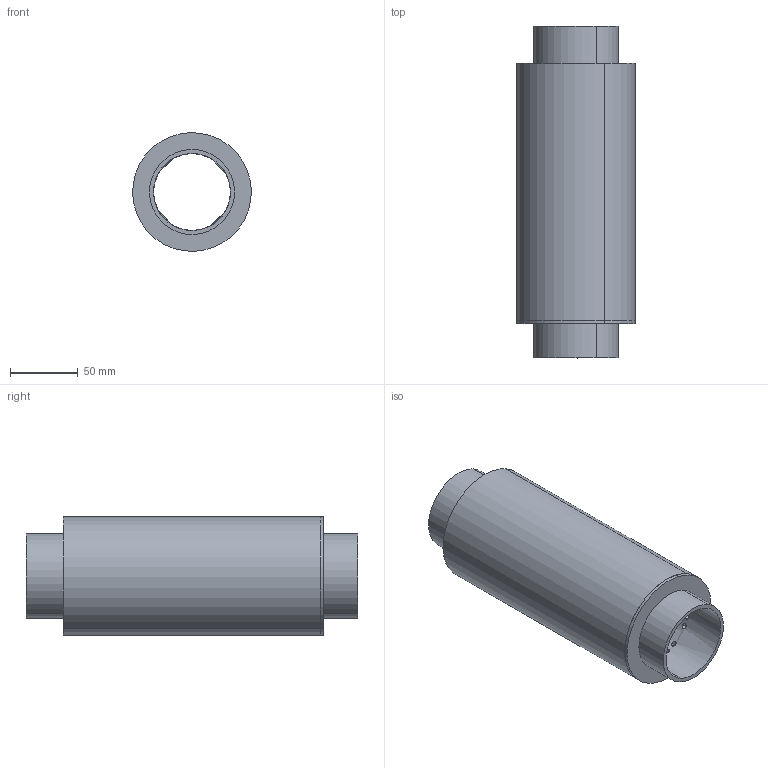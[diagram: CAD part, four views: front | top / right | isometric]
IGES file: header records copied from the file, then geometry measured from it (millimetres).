
Start section: START RECORD GO HERE.
Global section: file name: Reso3k.igs; native system: IBM CATIA IGES - CATIA Version 5 Release 18 ; preprocessor: CATIA Version 5 Release 18 ; author: T400; organization: T400-TP; date: 20120529.091546; units: millimetre
Bounding box: 87.98 x 245.79 x 87.98 mm (x, y, z)
Surface area: 337075.8 mm2 (no closed solid volume)
Topology: 0 solids, 0 shells, 288 faces, 1776 edges, 1777 vertices
Faces by surface type: revolution 272, plane 16
